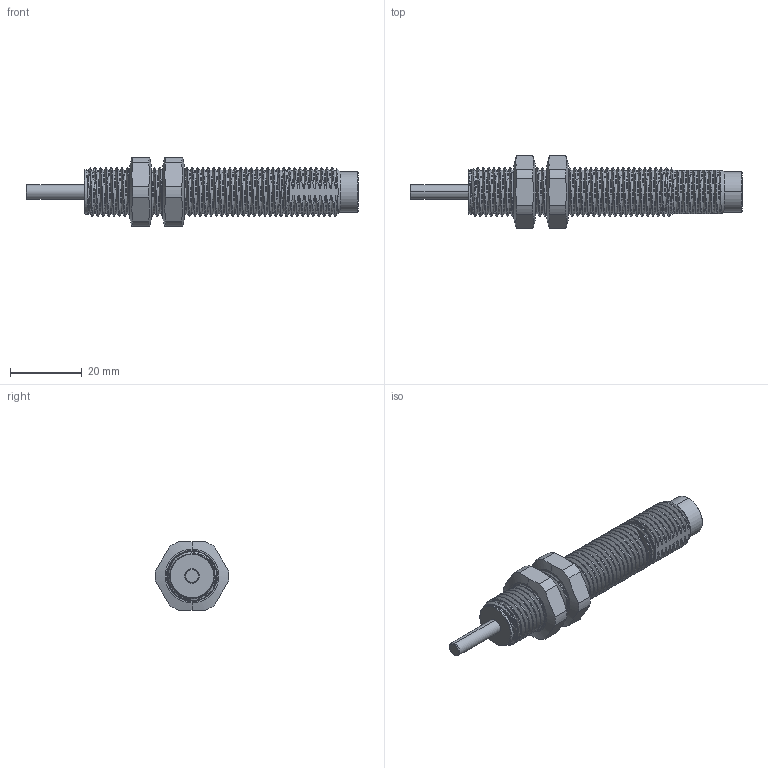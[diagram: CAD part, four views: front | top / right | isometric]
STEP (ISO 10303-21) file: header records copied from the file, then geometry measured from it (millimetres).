
FILE_DESCRIPTION (( 'STEP AP214' ), '1' );
FILE_NAME ('J50M-SA.STEP', '2017-12-06T19:38:36', ( '' ), ( '' ), 'SwSTEP 2.0', 'SolidWorks 2017', '' );
FILE_SCHEMA (( 'AUTOMOTIVE_DESIGN' ));
Length unit declared in the file: inch
Products named in the file (1): J50M-SA
Bounding box: 92.41 x 20.48 x 19 mm (x, y, z)
Volume: 11823.2 mm3; surface area: 6990.5 mm2
Topology: 3 solids, 3 shells, 235 faces, 665 edges, 438 vertices
Faces by surface type: cylinder 126, bspline 57, cone 28, plane 24
Entity records: 83669 total; most frequent: CARTESIAN_POINT 75717, ORIENTED_EDGE 1330, DIRECTION 682, EDGE_CURVE 665, VERTEX_POINT 438, AXIS2_PLACEMENT_3D 251, EDGE_LOOP 241, LENGTH_MEASURE_WITH_UNIT 240
